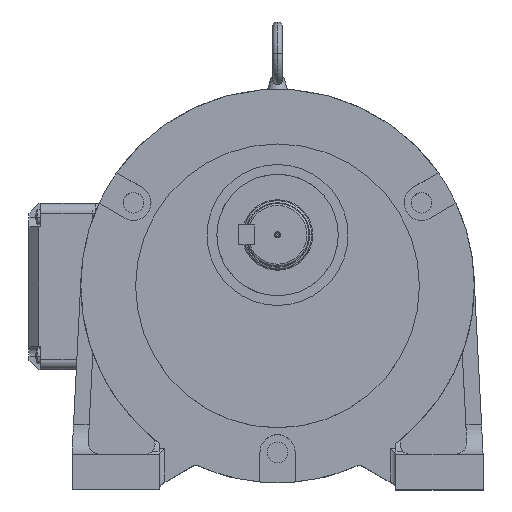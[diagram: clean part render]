
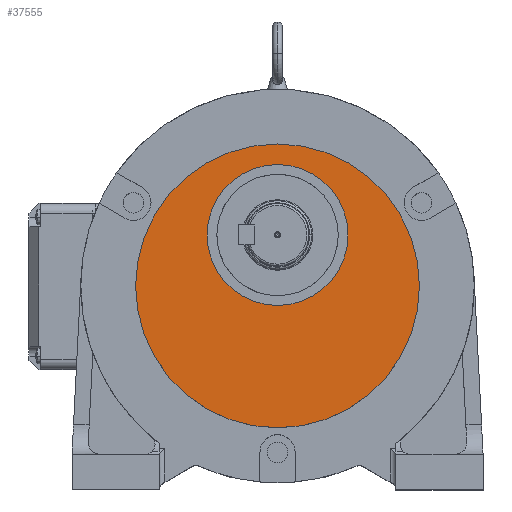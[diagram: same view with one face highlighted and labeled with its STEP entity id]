
A CAD part, top view. The second image highlights one B-rep face of the part: STEP entity #37555.
In plain terms, the highlighted face is planar.
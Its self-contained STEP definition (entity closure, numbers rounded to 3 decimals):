
#17325 = CARTESIAN_POINT ( 'NONE',  ( 72.5, 0., -95. ) ) ;
#17387 = CARTESIAN_POINT ( 'NONE',  ( -72.5, 0., -95. ) ) ;
#17501 = CARTESIAN_POINT ( 'NONE',  ( 36., 26., -95. ) ) ;
#17517 = CARTESIAN_POINT ( 'NONE',  ( -36., 26., -95. ) ) ;
#17732 = DIRECTION ( 'NONE',  ( -1., 0., 0. ) ) ;
#17734 = DIRECTION ( 'NONE',  ( 0., 0., -1. ) ) ;
#17735 = CARTESIAN_POINT ( 'NONE',  ( 0., 0., -95. ) ) ;
#17737 = AXIS2_PLACEMENT_3D ( 'NONE', #17735, #17734, #17732 ) ;
#17773 = CIRCLE ( 'NONE', #17737, 72.5 ) ;
#17795 = DIRECTION ( 'NONE',  ( -1., 0., 0. ) ) ;
#17797 = DIRECTION ( 'NONE',  ( 0., 0., -1. ) ) ;
#17798 = CARTESIAN_POINT ( 'NONE',  ( 0., 26., -95. ) ) ;
#17800 = AXIS2_PLACEMENT_3D ( 'NONE', #17798, #17797, #17795 ) ;
#17808 = CIRCLE ( 'NONE', #17800, 36. ) ;
#19347 = AXIS2_PLACEMENT_3D ( 'NONE', #19362, #19482, #19480 ) ;
#19348 = DIRECTION ( 'NONE',  ( 0., 0., -1. ) ) ;
#19350 = FACE_BOUND ( 'NONE', #37565, .T. ) ;
#19354 = DIRECTION ( 'NONE',  ( -1., 0., 0. ) ) ;
#19355 = DIRECTION ( 'NONE',  ( 0., 0., -1. ) ) ;
#19362 = CARTESIAN_POINT ( 'NONE',  ( 0., 0., -95. ) ) ;
#19364 = CARTESIAN_POINT ( 'NONE',  ( 0., 0., -95. ) ) ;
#19372 = CIRCLE ( 'NONE', #19408, 72.5 ) ;
#19387 = PLANE ( 'NONE',  #19347 ) ;
#19404 = FACE_OUTER_BOUND ( 'NONE', #37448, .T. ) ;
#19408 = AXIS2_PLACEMENT_3D ( 'NONE', #19364, #19355, #19354 ) ;
#19466 = DIRECTION ( 'NONE',  ( -1., 0., 0. ) ) ;
#19467 = AXIS2_PLACEMENT_3D ( 'NONE', #19484, #19348, #19466 ) ;
#19469 = CIRCLE ( 'NONE', #19467, 36. ) ;
#19480 = DIRECTION ( 'NONE',  ( -1., 0., 0. ) ) ;
#19482 = DIRECTION ( 'NONE',  ( 0., 0., -1. ) ) ;
#19484 = CARTESIAN_POINT ( 'NONE',  ( 0., 26., -95. ) ) ;
#36827 = VERTEX_POINT ( 'NONE', #17325 ) ;
#36832 = VERTEX_POINT ( 'NONE', #17387 ) ;
#36843 = VERTEX_POINT ( 'NONE', #17501 ) ;
#36846 = VERTEX_POINT ( 'NONE', #17517 ) ;
#36935 = EDGE_CURVE ( 'NONE', #36846, #36843, #17808, .T. ) ;
#36955 = EDGE_CURVE ( 'NONE', #36832, #36827, #17773, .T. ) ;
#37422 = ORIENTED_EDGE ( 'NONE', *, *, #37562, .F. ) ;
#37429 = ORIENTED_EDGE ( 'NONE', *, *, #36935, .F. ) ;
#37448 = EDGE_LOOP ( 'NONE', ( #37547, #37556 ) ) ;
#37547 = ORIENTED_EDGE ( 'NONE', *, *, #37548, .T. ) ;
#37548 = EDGE_CURVE ( 'NONE', #36827, #36832, #19372, .T. ) ;
#37555 = ADVANCED_FACE ( 'NONE', ( #19404, #19350 ), #19387, .T. ) ;
#37556 = ORIENTED_EDGE ( 'NONE', *, *, #36955, .T. ) ;
#37562 = EDGE_CURVE ( 'NONE', #36843, #36846, #19469, .T. ) ;
#37565 = EDGE_LOOP ( 'NONE', ( #37422, #37429 ) ) ;
